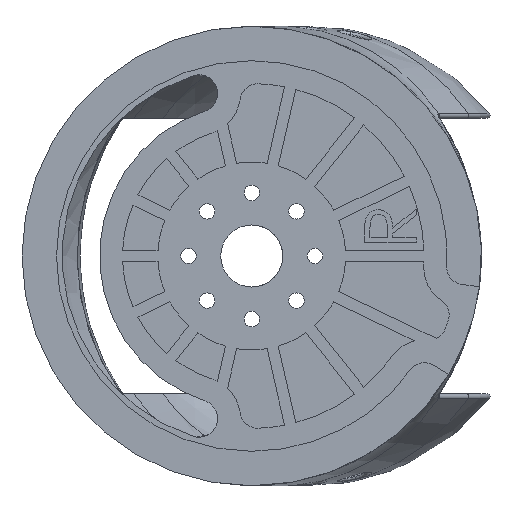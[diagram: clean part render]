
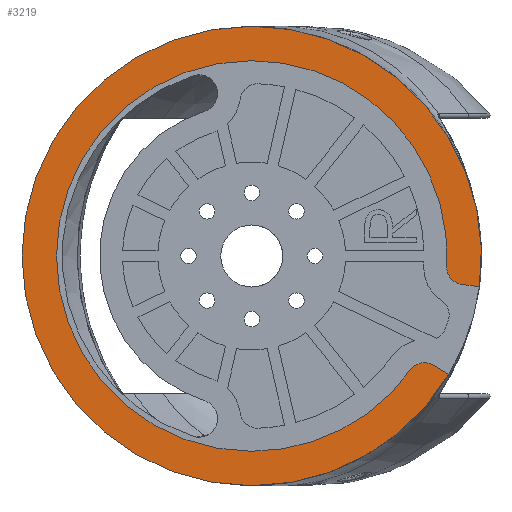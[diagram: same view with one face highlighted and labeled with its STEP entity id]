
A CAD part, left-side view. The second image highlights one B-rep face of the part: STEP entity #3219.
In plain terms, the highlighted planar face has unit normal (-1, 0, 0).
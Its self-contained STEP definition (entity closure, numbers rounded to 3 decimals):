
#29 = DIRECTION ( 'NONE',  ( 0., 0., 1. ) ) ;
#84 = VERTEX_POINT ( 'NONE', #17094 ) ;
#150 = FACE_OUTER_BOUND ( 'NONE', #10870, .T. ) ;
#162 = DIRECTION ( 'NONE',  ( 1., 0., 0. ) ) ;
#364 = EDGE_CURVE ( 'NONE', #14114, #3273, #14294, .T. ) ;
#548 = CIRCLE ( 'NONE', #4642, 3. ) ;
#1389 = CARTESIAN_POINT ( 'NONE',  ( 4., 0., -40. ) ) ;
#1448 = DIRECTION ( 'NONE',  ( 0., 0., 1. ) ) ;
#1588 = CARTESIAN_POINT ( 'NONE',  ( 4., 0., 0. ) ) ;
#1918 = CARTESIAN_POINT ( 'NONE',  ( 4., -33.693, -4.556 ) ) ;
#2209 = DIRECTION ( 'NONE',  ( 1., 0., 0. ) ) ;
#2278 = ORIENTED_EDGE ( 'NONE', *, *, #7447, .T. ) ;
#2364 = EDGE_CURVE ( 'NONE', #17359, #84, #9949, .T. ) ;
#2433 = LINE ( 'NONE', #1918, #3410 ) ;
#2606 = DIRECTION ( 'NONE',  ( 0., 0., 1. ) ) ;
#2659 = DIRECTION ( 'NONE',  ( 0., 0., 1. ) ) ;
#2742 = CARTESIAN_POINT ( 'NONE',  ( 4., 0., 0. ) ) ;
#2851 = DIRECTION ( 'NONE',  ( 0., 0., 1. ) ) ;
#3219 = ADVANCED_FACE ( 'NONE', ( #150 ), #18842, .T. ) ;
#3273 = VERTEX_POINT ( 'NONE', #13807 ) ;
#3410 = VECTOR ( 'NONE', #17964, 1000. ) ;
#4423 = DIRECTION ( 'NONE',  ( -1., 0., 0. ) ) ;
#4516 = AXIS2_PLACEMENT_3D ( 'NONE', #1588, #162, #29 ) ;
#4529 = CARTESIAN_POINT ( 'NONE',  ( 4., -34.287, -20.602 ) ) ;
#4642 = AXIS2_PLACEMENT_3D ( 'NONE', #18804, #4423, #15626 ) ;
#4920 = DIRECTION ( 'NONE',  ( -1., 0., 0. ) ) ;
#4954 = VERTEX_POINT ( 'NONE', #5212 ) ;
#5212 = CARTESIAN_POINT ( 'NONE',  ( 4., -39.639, -5.359 ) ) ;
#5250 = CARTESIAN_POINT ( 'NONE',  ( 4., 0., -34. ) ) ;
#5585 = VECTOR ( 'NONE', #18822, 1000. ) ;
#6386 = EDGE_CURVE ( 'NONE', #10818, #17359, #14133, .T. ) ;
#6600 = ORIENTED_EDGE ( 'NONE', *, *, #9739, .T. ) ;
#6779 = CIRCLE ( 'NONE', #11520, 40. ) ;
#7192 = VERTEX_POINT ( 'NONE', #9634 ) ;
#7447 = EDGE_CURVE ( 'NONE', #19326, #10929, #548, .T. ) ;
#7923 = DIRECTION ( 'NONE',  ( -1., 0., 0. ) ) ;
#8095 = VERTEX_POINT ( 'NONE', #14843 ) ;
#8283 = AXIS2_PLACEMENT_3D ( 'NONE', #11224, #7923, #17351 ) ;
#8785 = ORIENTED_EDGE ( 'NONE', *, *, #11820, .T. ) ;
#9257 = ORIENTED_EDGE ( 'NONE', *, *, #18882, .T. ) ;
#9290 = AXIS2_PLACEMENT_3D ( 'NONE', #12160, #15369, #2659 ) ;
#9617 = EDGE_CURVE ( 'NONE', #4954, #8095, #12564, .T. ) ;
#9634 = CARTESIAN_POINT ( 'NONE',  ( 4., -27.628, -19.817 ) ) ;
#9739 = EDGE_CURVE ( 'NONE', #8095, #13588, #6779, .T. ) ;
#9787 = ORIENTED_EDGE ( 'NONE', *, *, #2364, .T. ) ;
#9949 = CIRCLE ( 'NONE', #9290, 3. ) ;
#9981 = ORIENTED_EDGE ( 'NONE', *, *, #364, .T. ) ;
#10023 = EDGE_CURVE ( 'NONE', #3273, #19326, #13585, .T. ) ;
#10497 = AXIS2_PLACEMENT_3D ( 'NONE', #19093, #4920, #12775 ) ;
#10636 = ORIENTED_EDGE ( 'NONE', *, *, #9617, .T. ) ;
#10818 = VERTEX_POINT ( 'NONE', #4529 ) ;
#10870 = EDGE_LOOP ( 'NONE', ( #20221, #9787, #8785, #10948, #9981, #19366, #2278, #9257, #10636, #6600, #17866 ) ) ;
#10929 = VERTEX_POINT ( 'NONE', #14148 ) ;
#10948 = ORIENTED_EDGE ( 'NONE', *, *, #13654, .T. ) ;
#11224 = CARTESIAN_POINT ( 'NONE',  ( 4., 0., 0. ) ) ;
#11257 = CIRCLE ( 'NONE', #14115, 3. ) ;
#11520 = AXIS2_PLACEMENT_3D ( 'NONE', #12211, #16736, #15414 ) ;
#11646 = CARTESIAN_POINT ( 'NONE',  ( 4., 0., 0. ) ) ;
#11820 = EDGE_CURVE ( 'NONE', #84, #7192, #11257, .T. ) ;
#11970 = CARTESIAN_POINT ( 'NONE',  ( 4., -33.952, -1.809 ) ) ;
#12160 = CARTESIAN_POINT ( 'NONE',  ( 4., -30.066, -21.565 ) ) ;
#12178 = DIRECTION ( 'NONE',  ( -1., 0., 0. ) ) ;
#12211 = CARTESIAN_POINT ( 'NONE',  ( 4., 0., 0. ) ) ;
#12231 = CIRCLE ( 'NONE', #4516, 34. ) ;
#12475 = CIRCLE ( 'NONE', #10497, 40. ) ;
#12564 = CIRCLE ( 'NONE', #8283, 40. ) ;
#12775 = DIRECTION ( 'NONE',  ( 0., 0., 1. ) ) ;
#13585 = CIRCLE ( 'NONE', #17517, 34. ) ;
#13588 = VERTEX_POINT ( 'NONE', #1389 ) ;
#13654 = EDGE_CURVE ( 'NONE', #7192, #14114, #12231, .T. ) ;
#13807 = CARTESIAN_POINT ( 'NONE',  ( 4., 0., 34. ) ) ;
#13856 = CARTESIAN_POINT ( 'NONE',  ( 4., 0., 0. ) ) ;
#13990 = DIRECTION ( 'NONE',  ( 1., 0., 0. ) ) ;
#14114 = VERTEX_POINT ( 'NONE', #5250 ) ;
#14115 = AXIS2_PLACEMENT_3D ( 'NONE', #15905, #19236, #1448 ) ;
#14133 = LINE ( 'NONE', #18757, #5585 ) ;
#14148 = CARTESIAN_POINT ( 'NONE',  ( 4., -36.546, -4.941 ) ) ;
#14294 = CIRCLE ( 'NONE', #16618, 34. ) ;
#14550 = AXIS2_PLACEMENT_3D ( 'NONE', #2742, #12178, #2606 ) ;
#14843 = CARTESIAN_POINT ( 'NONE',  ( 4., 0., 40. ) ) ;
#15369 = DIRECTION ( 'NONE',  ( -1., 0., 0. ) ) ;
#15414 = DIRECTION ( 'NONE',  ( 0., 0., 1. ) ) ;
#15626 = DIRECTION ( 'NONE',  ( 0., 0., 1. ) ) ;
#15905 = CARTESIAN_POINT ( 'NONE',  ( 4., -30.066, -21.565 ) ) ;
#16618 = AXIS2_PLACEMENT_3D ( 'NONE', #11646, #2209, #19762 ) ;
#16736 = DIRECTION ( 'NONE',  ( -1., 0., 0. ) ) ;
#17094 = CARTESIAN_POINT ( 'NONE',  ( 4., -30.066, -18.565 ) ) ;
#17351 = DIRECTION ( 'NONE',  ( 0., 0., 1. ) ) ;
#17359 = VERTEX_POINT ( 'NONE', #18310 ) ;
#17517 = AXIS2_PLACEMENT_3D ( 'NONE', #13856, #13990, #2851 ) ;
#17866 = ORIENTED_EDGE ( 'NONE', *, *, #18004, .T. ) ;
#17964 = DIRECTION ( 'NONE',  ( 0., -0.991, -0.134 ) ) ;
#18004 = EDGE_CURVE ( 'NONE', #13588, #10818, #12475, .T. ) ;
#18310 = CARTESIAN_POINT ( 'NONE',  ( 4., -31.611, -18.994 ) ) ;
#18757 = CARTESIAN_POINT ( 'NONE',  ( 4., -29.144, -17.511 ) ) ;
#18804 = CARTESIAN_POINT ( 'NONE',  ( 4., -36.948, -1.968 ) ) ;
#18822 = DIRECTION ( 'NONE',  ( 0., 0.857, 0.515 ) ) ;
#18842 = PLANE ( 'NONE',  #14550 ) ;
#18882 = EDGE_CURVE ( 'NONE', #10929, #4954, #2433, .T. ) ;
#19093 = CARTESIAN_POINT ( 'NONE',  ( 4., 0., 0. ) ) ;
#19236 = DIRECTION ( 'NONE',  ( -1., 0., 0. ) ) ;
#19326 = VERTEX_POINT ( 'NONE', #11970 ) ;
#19366 = ORIENTED_EDGE ( 'NONE', *, *, #10023, .T. ) ;
#19762 = DIRECTION ( 'NONE',  ( 0., 0., 1. ) ) ;
#20221 = ORIENTED_EDGE ( 'NONE', *, *, #6386, .T. ) ;
